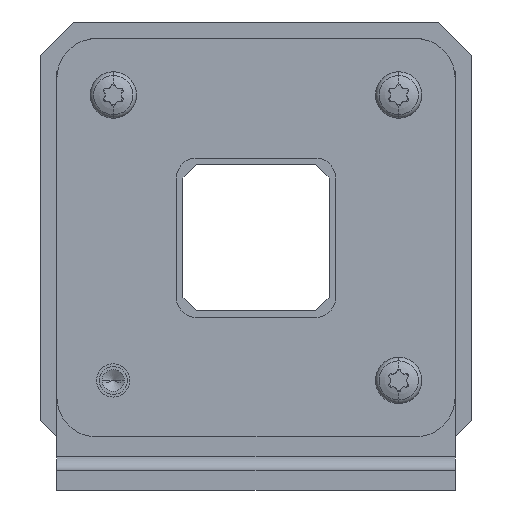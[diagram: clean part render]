
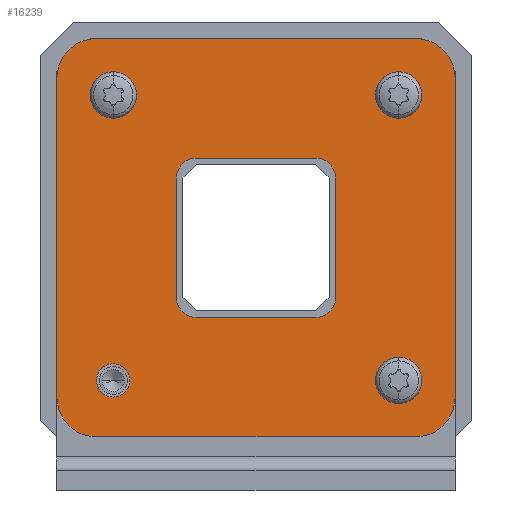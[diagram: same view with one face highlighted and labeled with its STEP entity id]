
A CAD part, front view. The second image highlights one B-rep face of the part: STEP entity #16239.
In plain terms, the highlighted face is planar.
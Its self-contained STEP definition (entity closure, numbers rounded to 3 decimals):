
#15595=CARTESIAN_POINT('',(-21.5,21.5,3.));
#15596=DIRECTION('',(0.,0.,1.));
#15597=DIRECTION('',(1.,0.,0.));
#15598=AXIS2_PLACEMENT_3D('',#15595,#15596,#15597);
#15603=CARTESIAN_POINT('',(-21.5,21.5,3.));
#15604=DIRECTION('',(0.,0.,1.));
#15605=DIRECTION('',(-1.,0.,0.));
#15606=AXIS2_PLACEMENT_3D('',#15603,#15604,#15605);
#15611=CARTESIAN_POINT('',(-21.5,-21.5,3.));
#15612=DIRECTION('',(0.,0.,1.));
#15613=DIRECTION('',(1.,0.,0.));
#15614=AXIS2_PLACEMENT_3D('',#15611,#15612,#15613);
#15619=CARTESIAN_POINT('',(-21.5,-21.5,3.));
#15620=DIRECTION('',(0.,0.,1.));
#15621=DIRECTION('',(-1.,0.,0.));
#15622=AXIS2_PLACEMENT_3D('',#15619,#15620,#15621);
#15627=CARTESIAN_POINT('',(21.5,-21.5,3.));
#15628=DIRECTION('',(0.,0.,1.));
#15629=DIRECTION('',(1.,0.,0.));
#15630=AXIS2_PLACEMENT_3D('',#15627,#15628,#15629);
#15635=CARTESIAN_POINT('',(21.5,-21.5,3.));
#15636=DIRECTION('',(0.,0.,1.));
#15637=DIRECTION('',(-1.,0.,0.));
#15638=AXIS2_PLACEMENT_3D('',#15635,#15636,#15637);
#15643=CARTESIAN_POINT('',(21.5,21.5,3.));
#15644=DIRECTION('',(0.,0.,1.));
#15645=DIRECTION('',(1.,0.,0.));
#15646=AXIS2_PLACEMENT_3D('',#15643,#15644,#15645);
#15651=CARTESIAN_POINT('',(21.5,21.5,3.));
#15652=DIRECTION('',(0.,0.,1.));
#15653=DIRECTION('',(-1.,0.,0.));
#15654=AXIS2_PLACEMENT_3D('',#15651,#15652,#15653);
#15659=DIRECTION('',(1.,0.,0.));
#15660=VECTOR('',#15659,18.);
#15661=CARTESIAN_POINT('',(-9.,12.,3.));
#15662=LINE('',#15661,#15660);
#15666=DIRECTION('',(0.,1.,0.));
#15667=VECTOR('',#15666,18.);
#15668=CARTESIAN_POINT('',(-12.,-9.,3.));
#15669=LINE('',#15668,#15667);
#15673=DIRECTION('',(-1.,0.,0.));
#15674=VECTOR('',#15673,18.);
#15675=CARTESIAN_POINT('',(9.,-12.,3.));
#15676=LINE('',#15675,#15674);
#15680=DIRECTION('',(0.,-1.,0.));
#15681=VECTOR('',#15680,18.);
#15682=CARTESIAN_POINT('',(12.,9.,3.));
#15683=LINE('',#15682,#15681);
#15687=CARTESIAN_POINT('',(24.,24.,3.));
#15688=DIRECTION('',(0.,0.,1.));
#15689=DIRECTION('',(1.,0.,0.));
#15690=AXIS2_PLACEMENT_3D('',#15687,#15688,#15689);
#15695=DIRECTION('',(0.,1.,0.));
#15696=VECTOR('',#15695,48.);
#15697=CARTESIAN_POINT('',(30.,-24.,3.));
#15698=LINE('',#15697,#15696);
#15702=CARTESIAN_POINT('',(24.,-24.,3.));
#15703=DIRECTION('',(0.,0.,1.));
#15704=DIRECTION('',(0.,-1.,0.));
#15705=AXIS2_PLACEMENT_3D('',#15702,#15703,#15704);
#15710=DIRECTION('',(1.,0.,0.));
#15711=VECTOR('',#15710,48.);
#15712=CARTESIAN_POINT('',(-24.,-30.,3.));
#15713=LINE('',#15712,#15711);
#15717=CARTESIAN_POINT('',(-24.,-24.,3.));
#15718=DIRECTION('',(0.,0.,1.));
#15719=DIRECTION('',(-1.,0.,0.));
#15720=AXIS2_PLACEMENT_3D('',#15717,#15718,#15719);
#15725=DIRECTION('',(0.,-1.,0.));
#15726=VECTOR('',#15725,48.);
#15727=CARTESIAN_POINT('',(-30.,24.,3.));
#15728=LINE('',#15727,#15726);
#15732=CARTESIAN_POINT('',(-24.,24.,3.));
#15733=DIRECTION('',(0.,0.,1.));
#15734=DIRECTION('',(0.,1.,0.));
#15735=AXIS2_PLACEMENT_3D('',#15732,#15733,#15734);
#15740=DIRECTION('',(-1.,0.,0.));
#15741=VECTOR('',#15740,48.);
#15742=CARTESIAN_POINT('',(24.,30.,3.));
#15743=LINE('',#15742,#15741);
#15811=CARTESIAN_POINT('',(-9.,9.,3.));
#15812=DIRECTION('',(0.,0.,-1.));
#15813=DIRECTION('',(-1.,0.,0.));
#15814=AXIS2_PLACEMENT_3D('',#15811,#15812,#15813);
#15841=CARTESIAN_POINT('',(-9.,-9.,3.));
#15842=DIRECTION('',(0.,0.,-1.));
#15843=DIRECTION('',(0.,-1.,0.));
#15844=AXIS2_PLACEMENT_3D('',#15841,#15842,#15843);
#15871=CARTESIAN_POINT('',(9.,-9.,3.));
#15872=DIRECTION('',(0.,0.,-1.));
#15873=DIRECTION('',(1.,0.,0.));
#15874=AXIS2_PLACEMENT_3D('',#15871,#15872,#15873);
#15901=CARTESIAN_POINT('',(9.,9.,3.));
#15902=DIRECTION('',(0.,0.,-1.));
#15903=DIRECTION('',(0.,1.,0.));
#15904=AXIS2_PLACEMENT_3D('',#15901,#15902,#15903);
#15969=CARTESIAN_POINT('',(-19.,21.5,3.));
#15970=CARTESIAN_POINT('',(-24.,21.5,3.));
#15971=VERTEX_POINT('',#15969);
#15972=VERTEX_POINT('',#15970);
#15974=CARTESIAN_POINT('',(-12.,-9.,3.));
#15976=VERTEX_POINT('',#15974);
#15978=CARTESIAN_POINT('',(-9.,-12.,3.));
#15980=VERTEX_POINT('',#15978);
#15982=CARTESIAN_POINT('',(-9.,12.,3.));
#15984=VERTEX_POINT('',#15982);
#15986=CARTESIAN_POINT('',(-12.,9.,3.));
#15988=VERTEX_POINT('',#15986);
#15990=CARTESIAN_POINT('',(12.,9.,3.));
#15992=VERTEX_POINT('',#15990);
#15994=CARTESIAN_POINT('',(9.,12.,3.));
#15996=VERTEX_POINT('',#15994);
#15998=CARTESIAN_POINT('',(9.,-12.,3.));
#16000=VERTEX_POINT('',#15998);
#16002=CARTESIAN_POINT('',(12.,-9.,3.));
#16004=VERTEX_POINT('',#16002);
#16009=CARTESIAN_POINT('',(30.,24.,3.));
#16010=VERTEX_POINT('',#16009);
#16011=CARTESIAN_POINT('',(24.,30.,3.));
#16012=VERTEX_POINT('',#16011);
#16017=CARTESIAN_POINT('',(-24.,30.,3.));
#16018=VERTEX_POINT('',#16017);
#16019=CARTESIAN_POINT('',(-30.,24.,3.));
#16020=VERTEX_POINT('',#16019);
#16025=CARTESIAN_POINT('',(-30.,-24.,3.));
#16026=VERTEX_POINT('',#16025);
#16027=CARTESIAN_POINT('',(-24.,-30.,3.));
#16028=VERTEX_POINT('',#16027);
#16033=CARTESIAN_POINT('',(24.,-30.,3.));
#16034=VERTEX_POINT('',#16033);
#16035=CARTESIAN_POINT('',(30.,-24.,3.));
#16036=VERTEX_POINT('',#16035);
#16049=CARTESIAN_POINT('',(-19.,-21.5,3.));
#16050=CARTESIAN_POINT('',(-24.,-21.5,3.));
#16051=VERTEX_POINT('',#16049);
#16052=VERTEX_POINT('',#16050);
#16053=CARTESIAN_POINT('',(24.,-21.5,3.));
#16054=CARTESIAN_POINT('',(19.,-21.5,3.));
#16055=VERTEX_POINT('',#16053);
#16056=VERTEX_POINT('',#16054);
#16057=CARTESIAN_POINT('',(24.,21.5,3.));
#16058=CARTESIAN_POINT('',(19.,21.5,3.));
#16059=VERTEX_POINT('',#16057);
#16060=VERTEX_POINT('',#16058);
#16176=CARTESIAN_POINT('',(0.,0.,3.));
#16177=DIRECTION('',(0.,0.,1.));
#16178=DIRECTION('',(1.,0.,0.));
#16179=AXIS2_PLACEMENT_3D('',#16176,#16177,#16178);
#16180=PLANE('',#16179);
#16182=ORIENTED_EDGE('',*,*,#16181,.F.);
#16184=ORIENTED_EDGE('',*,*,#16183,.F.);
#16186=ORIENTED_EDGE('',*,*,#16185,.F.);
#16188=ORIENTED_EDGE('',*,*,#16187,.F.);
#16190=ORIENTED_EDGE('',*,*,#16189,.F.);
#16192=ORIENTED_EDGE('',*,*,#16191,.F.);
#16194=ORIENTED_EDGE('',*,*,#16193,.F.);
#16196=ORIENTED_EDGE('',*,*,#16195,.F.);
#16197=EDGE_LOOP('',(#16182,#16184,#16186,#16188,#16190,#16192,#16194,#16196));
#16198=FACE_OUTER_BOUND('',#16197,.F.);
#16200=ORIENTED_EDGE('',*,*,#16199,.T.);
#16202=ORIENTED_EDGE('',*,*,#16201,.T.);
#16203=EDGE_LOOP('',(#16200,#16202));
#16204=FACE_BOUND('',#16203,.F.);
#16206=ORIENTED_EDGE('',*,*,#16205,.T.);
#16208=ORIENTED_EDGE('',*,*,#16207,.T.);
#16209=EDGE_LOOP('',(#16206,#16208));
#16210=FACE_BOUND('',#16209,.F.);
#16212=ORIENTED_EDGE('',*,*,#16211,.T.);
#16214=ORIENTED_EDGE('',*,*,#16213,.T.);
#16215=EDGE_LOOP('',(#16212,#16214));
#16216=FACE_BOUND('',#16215,.F.);
#16218=ORIENTED_EDGE('',*,*,#16217,.F.);
#16220=ORIENTED_EDGE('',*,*,#16219,.F.);
#16222=ORIENTED_EDGE('',*,*,#16221,.F.);
#16224=ORIENTED_EDGE('',*,*,#16223,.F.);
#16226=ORIENTED_EDGE('',*,*,#16225,.F.);
#16228=ORIENTED_EDGE('',*,*,#16227,.F.);
#16230=ORIENTED_EDGE('',*,*,#16229,.F.);
#16232=ORIENTED_EDGE('',*,*,#16231,.F.);
#16233=EDGE_LOOP('',(#16218,#16220,#16222,#16224,#16226,#16228,#16230,#16232));
#16234=FACE_BOUND('',#16233,.F.);
#16235=ORIENTED_EDGE('',*,*,#16142,.T.);
#16236=ORIENTED_EDGE('',*,*,#16163,.T.);
#16237=EDGE_LOOP('',(#16235,#16236));
#16238=FACE_BOUND('',#16237,.F.);
#15599=CIRCLE('',#15598,2.5);
#15607=CIRCLE('',#15606,2.5);
#15615=CIRCLE('',#15614,2.5);
#15623=CIRCLE('',#15622,2.5);
#15631=CIRCLE('',#15630,2.5);
#15639=CIRCLE('',#15638,2.5);
#15647=CIRCLE('',#15646,2.5);
#15655=CIRCLE('',#15654,2.5);
#15691=CIRCLE('',#15690,6.);
#15706=CIRCLE('',#15705,6.);
#15721=CIRCLE('',#15720,6.);
#15736=CIRCLE('',#15735,6.);
#15815=CIRCLE('',#15814,3.);
#15845=CIRCLE('',#15844,3.);
#15875=CIRCLE('',#15874,3.);
#15905=CIRCLE('',#15904,3.);
#16142=EDGE_CURVE('',#15971,#15972,#15599,.T.);
#16163=EDGE_CURVE('',#15972,#15971,#15607,.T.);
#16181=EDGE_CURVE('',#16010,#16012,#15691,.T.);
#16183=EDGE_CURVE('',#16036,#16010,#15698,.T.);
#16185=EDGE_CURVE('',#16034,#16036,#15706,.T.);
#16187=EDGE_CURVE('',#16028,#16034,#15713,.T.);
#16189=EDGE_CURVE('',#16026,#16028,#15721,.T.);
#16191=EDGE_CURVE('',#16020,#16026,#15728,.T.);
#16193=EDGE_CURVE('',#16018,#16020,#15736,.T.);
#16195=EDGE_CURVE('',#16012,#16018,#15743,.T.);
#16199=EDGE_CURVE('',#16051,#16052,#15615,.T.);
#16201=EDGE_CURVE('',#16052,#16051,#15623,.T.);
#16205=EDGE_CURVE('',#16055,#16056,#15631,.T.);
#16207=EDGE_CURVE('',#16056,#16055,#15639,.T.);
#16211=EDGE_CURVE('',#16059,#16060,#15647,.T.);
#16213=EDGE_CURVE('',#16060,#16059,#15655,.T.);
#16217=EDGE_CURVE('',#15984,#15996,#15662,.T.);
#16219=EDGE_CURVE('',#15988,#15984,#15815,.T.);
#16221=EDGE_CURVE('',#15976,#15988,#15669,.T.);
#16223=EDGE_CURVE('',#15980,#15976,#15845,.T.);
#16225=EDGE_CURVE('',#16000,#15980,#15676,.T.);
#16227=EDGE_CURVE('',#16004,#16000,#15875,.T.);
#16229=EDGE_CURVE('',#15992,#16004,#15683,.T.);
#16231=EDGE_CURVE('',#15996,#15992,#15905,.T.);
#16239=ADVANCED_FACE('',(#16198,#16204,#16210,#16216,#16234,#16238),#16180,.T.);
